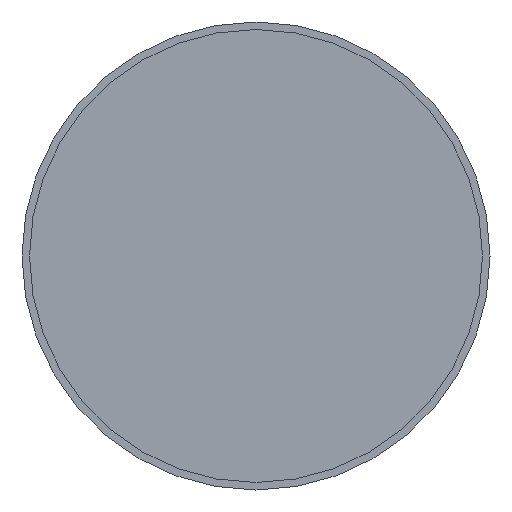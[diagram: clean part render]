
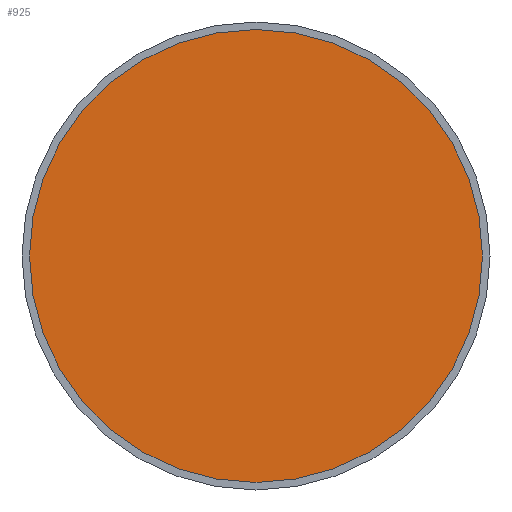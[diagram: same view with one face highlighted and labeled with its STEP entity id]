
A CAD part, front view. The second image highlights one B-rep face of the part: STEP entity #925.
In plain terms, the highlighted planar face has unit normal (0, -1, 0).
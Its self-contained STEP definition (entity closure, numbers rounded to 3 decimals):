
#65=PLANE('',#1060);
#113=FACE_OUTER_BOUND('',#167,.T.);
#167=EDGE_LOOP('',(#733,#734));
#286=CIRCLE('',#1058,30.);
#287=CIRCLE('',#1059,30.);
#384=VERTEX_POINT('',#1661);
#385=VERTEX_POINT('',#1662);
#510=EDGE_CURVE('',#384,#385,#286,.T.);
#511=EDGE_CURVE('',#385,#384,#287,.T.);
#733=ORIENTED_EDGE('',*,*,#510,.T.);
#734=ORIENTED_EDGE('',*,*,#511,.T.);
#925=ADVANCED_FACE('',(#113),#65,.T.);
#1058=AXIS2_PLACEMENT_3D('',#1663,#1315,#1316);
#1059=AXIS2_PLACEMENT_3D('',#1664,#1317,#1318);
#1060=AXIS2_PLACEMENT_3D('',#1666,#1320,#1321);
#1315=DIRECTION('center_axis',(0.,-1.,0.));
#1316=DIRECTION('ref_axis',(1.,0.,0.));
#1317=DIRECTION('center_axis',(0.,-1.,0.));
#1318=DIRECTION('ref_axis',(1.,0.,0.));
#1320=DIRECTION('center_axis',(0.,-1.,0.));
#1321=DIRECTION('ref_axis',(0.,0.,-1.));
#1661=CARTESIAN_POINT('',(30.,0.,0.));
#1662=CARTESIAN_POINT('',(-30.,0.,0.));
#1663=CARTESIAN_POINT('Origin',(0.,0.,0.));
#1664=CARTESIAN_POINT('Origin',(0.,0.,0.));
#1666=CARTESIAN_POINT('Origin',(15.,0.,0.));
